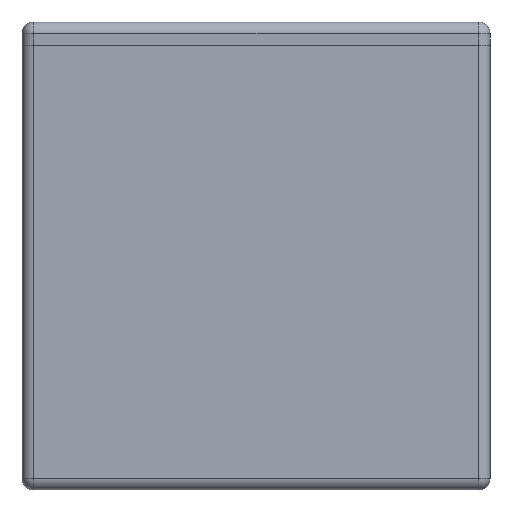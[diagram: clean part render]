
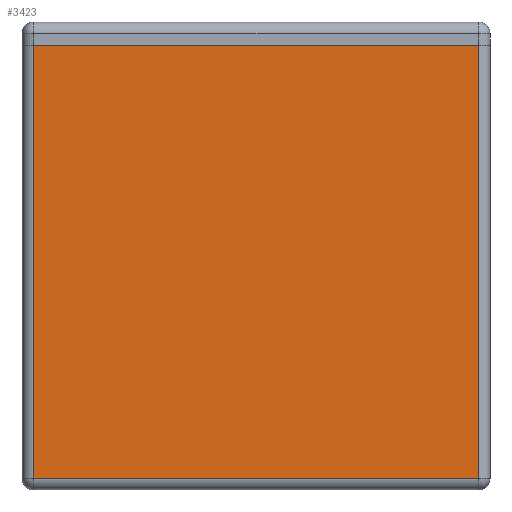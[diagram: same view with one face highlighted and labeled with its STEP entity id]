
A CAD part, left-side view. The second image highlights one B-rep face of the part: STEP entity #3423.
In plain terms, the highlighted planar face has unit normal (-1, 0, 0).
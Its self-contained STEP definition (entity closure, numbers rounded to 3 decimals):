
#3192 = VERTEX_POINT('',#3193);
#3193 = CARTESIAN_POINT('',(-20.,19.,1.));
#3200 = EDGE_CURVE('',#3192,#3201,#3203,.T.);
#3201 = VERTEX_POINT('',#3202);
#3202 = CARTESIAN_POINT('',(-20.,-19.,1.));
#3203 = LINE('',#3204,#3205);
#3204 = CARTESIAN_POINT('',(-20.,20.,1.));
#3205 = VECTOR('',#3206,1.);
#3206 = DIRECTION('',(0.,-1.,0.));
#3423 = ADVANCED_FACE('',(#3424),#3449,.T.);
#3424 = FACE_BOUND('',#3425,.T.);
#3425 = EDGE_LOOP('',(#3426,#3436,#3442,#3443));
#3426 = ORIENTED_EDGE('',*,*,#3427,.F.);
#3427 = EDGE_CURVE('',#3428,#3430,#3432,.T.);
#3428 = VERTEX_POINT('',#3429);
#3429 = CARTESIAN_POINT('',(-20.,19.,38.));
#3430 = VERTEX_POINT('',#3431);
#3431 = CARTESIAN_POINT('',(-20.,-19.,38.));
#3432 = LINE('',#3433,#3434);
#3433 = CARTESIAN_POINT('',(-20.,20.,38.));
#3434 = VECTOR('',#3435,1.);
#3435 = DIRECTION('',(0.,-1.,0.));
#3436 = ORIENTED_EDGE('',*,*,#3437,.F.);
#3437 = EDGE_CURVE('',#3192,#3428,#3438,.T.);
#3438 = LINE('',#3439,#3440);
#3439 = CARTESIAN_POINT('',(-20.,19.,0.));
#3440 = VECTOR('',#3441,1.);
#3441 = DIRECTION('',(0.,0.,1.));
#3442 = ORIENTED_EDGE('',*,*,#3200,.T.);
#3443 = ORIENTED_EDGE('',*,*,#3444,.T.);
#3444 = EDGE_CURVE('',#3201,#3430,#3445,.T.);
#3445 = LINE('',#3446,#3447);
#3446 = CARTESIAN_POINT('',(-20.,-19.,0.));
#3447 = VECTOR('',#3448,1.);
#3448 = DIRECTION('',(0.,0.,1.));
#3449 = PLANE('',#3450);
#3450 = AXIS2_PLACEMENT_3D('',#3451,#3452,#3453);
#3451 = CARTESIAN_POINT('',(-20.,0.,21.));
#3452 = DIRECTION('',(-1.,-0.,-0.));
#3453 = DIRECTION('',(0.,0.,-1.));
